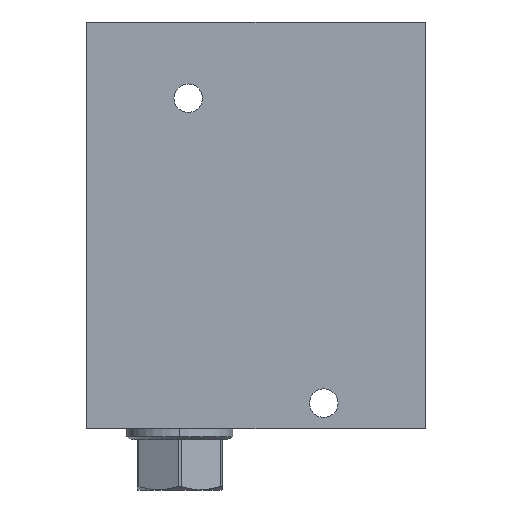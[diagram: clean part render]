
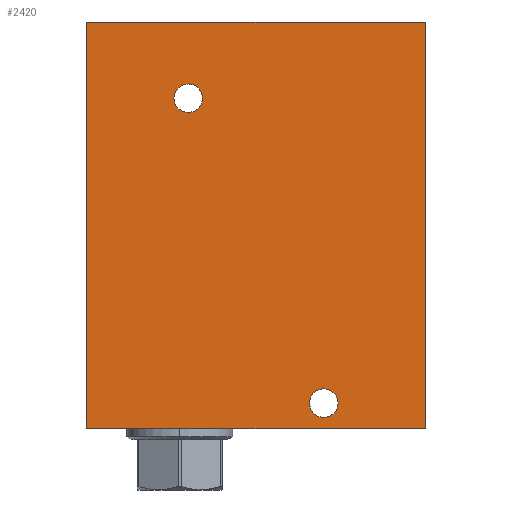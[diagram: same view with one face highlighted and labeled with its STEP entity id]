
A CAD part, front view. The second image highlights one B-rep face of the part: STEP entity #2420.
In plain terms, the highlighted planar face has unit normal (0, -1, 0).
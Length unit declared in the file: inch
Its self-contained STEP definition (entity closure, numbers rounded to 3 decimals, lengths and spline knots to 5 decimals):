
#5=DIRECTION('',(1.,0.,0.));
#6=VECTOR('',#5,5.);
#7=CARTESIAN_POINT('',(0.,-2.5,0.));
#8=LINE('',#7,#6);
#85=DIRECTION('',(0.,0.,1.));
#86=VECTOR('',#85,6.);
#87=CARTESIAN_POINT('',(5.,-2.5,0.));
#88=LINE('',#87,#86);
#109=DIRECTION('',(0.,0.,1.));
#110=VECTOR('',#109,6.);
#111=CARTESIAN_POINT('',(0.,-2.5,0.));
#112=LINE('',#111,#110);
#113=CARTESIAN_POINT('',(1.5,-2.5,4.875));
#114=DIRECTION('',(0.,-1.,0.));
#115=DIRECTION('',(-1.,0.,0.));
#116=AXIS2_PLACEMENT_3D('',#113,#114,#115);
#118=CARTESIAN_POINT('',(1.5,-2.5,4.875));
#119=DIRECTION('',(0.,-1.,0.));
#120=DIRECTION('',(1.,0.,0.));
#121=AXIS2_PLACEMENT_3D('',#118,#119,#120);
#123=CARTESIAN_POINT('',(3.5,-2.5,0.375));
#124=DIRECTION('',(0.,-1.,0.));
#125=DIRECTION('',(-1.,0.,0.));
#126=AXIS2_PLACEMENT_3D('',#123,#124,#125);
#128=CARTESIAN_POINT('',(3.5,-2.5,0.375));
#129=DIRECTION('',(0.,-1.,0.));
#130=DIRECTION('',(1.,0.,0.));
#131=AXIS2_PLACEMENT_3D('',#128,#129,#130);
#145=DIRECTION('',(1.,0.,0.));
#146=VECTOR('',#145,5.);
#147=CARTESIAN_POINT('',(0.,-2.5,6.));
#148=LINE('',#147,#146);
#1982=CARTESIAN_POINT('',(0.,-2.5,0.));
#1984=VERTEX_POINT('',#1982);
#1985=CARTESIAN_POINT('',(5.,-2.5,0.));
#1986=VERTEX_POINT('',#1985);
#1990=CARTESIAN_POINT('',(0.,-2.5,6.));
#1992=VERTEX_POINT('',#1990);
#1993=CARTESIAN_POINT('',(5.,-2.5,6.));
#1994=VERTEX_POINT('',#1993);
#2139=CARTESIAN_POINT('',(1.289,-2.5,4.875));
#2140=CARTESIAN_POINT('',(1.711,-2.5,4.875));
#2141=VERTEX_POINT('',#2139);
#2142=VERTEX_POINT('',#2140);
#2147=CARTESIAN_POINT('',(3.289,-2.5,0.375));
#2148=CARTESIAN_POINT('',(3.711,-2.5,0.375));
#2149=VERTEX_POINT('',#2147);
#2150=VERTEX_POINT('',#2148);
#2396=CARTESIAN_POINT('',(0.,-2.5,0.));
#2397=DIRECTION('',(0.,-1.,0.));
#2398=DIRECTION('',(1.,0.,0.));
#2399=AXIS2_PLACEMENT_3D('',#2396,#2397,#2398);
#2400=PLANE('',#2399);
#2401=ORIENTED_EDGE('',*,*,#2296,.F.);
#2402=ORIENTED_EDGE('',*,*,#2321,.T.);
#2404=ORIENTED_EDGE('',*,*,#2403,.T.);
#2405=ORIENTED_EDGE('',*,*,#2376,.F.);
#2406=EDGE_LOOP('',(#2401,#2402,#2404,#2405));
#2407=FACE_OUTER_BOUND('',#2406,.F.);
#2409=ORIENTED_EDGE('',*,*,#2408,.T.);
#2411=ORIENTED_EDGE('',*,*,#2410,.T.);
#2412=EDGE_LOOP('',(#2409,#2411));
#2413=FACE_BOUND('',#2412,.F.);
#2415=ORIENTED_EDGE('',*,*,#2414,.T.);
#2417=ORIENTED_EDGE('',*,*,#2416,.T.);
#2418=EDGE_LOOP('',(#2415,#2417));
#2419=FACE_BOUND('',#2418,.F.);
#2420=ADVANCED_FACE('',(#2407,#2413,#2419),#2400,.T.);
#117=CIRCLE('',#116,0.211);
#122=CIRCLE('',#121,0.211);
#127=CIRCLE('',#126,0.211);
#132=CIRCLE('',#131,0.211);
#2296=EDGE_CURVE('',#1984,#1986,#8,.T.);
#2321=EDGE_CURVE('',#1984,#1992,#112,.T.);
#2376=EDGE_CURVE('',#1986,#1994,#88,.T.);
#2403=EDGE_CURVE('',#1992,#1994,#148,.T.);
#2408=EDGE_CURVE('',#2141,#2142,#117,.T.);
#2410=EDGE_CURVE('',#2142,#2141,#122,.T.);
#2414=EDGE_CURVE('',#2149,#2150,#127,.T.);
#2416=EDGE_CURVE('',#2150,#2149,#132,.T.);
